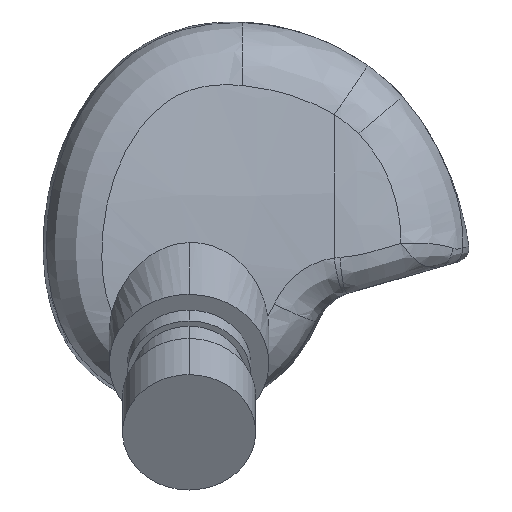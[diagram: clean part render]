
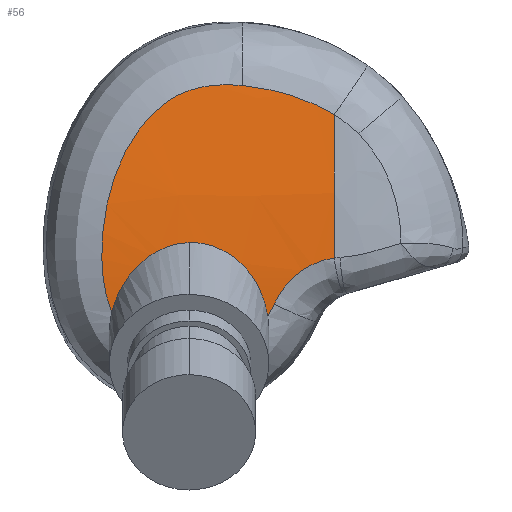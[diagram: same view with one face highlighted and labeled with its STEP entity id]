
A CAD part, top view. The second image highlights one B-rep face of the part: STEP entity #56.
In plain terms, the highlighted free-form (B-spline) face has degree [3, 3] with [4, 9] control points.
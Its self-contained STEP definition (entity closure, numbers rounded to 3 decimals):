
#56=ADVANCED_FACE($,(#112),#717,.T.);
#112=FACE_OUTER_BOUND($,#168,.T.);
#168=EDGE_LOOP($,(#370,#371,#372,#373,#374,#375,#376));
#370=ORIENTED_EDGE($,*,*,#547,.F.);
#371=ORIENTED_EDGE($,*,*,#540,.F.);
#372=ORIENTED_EDGE($,*,*,#537,.F.);
#373=ORIENTED_EDGE($,*,*,#551,.T.);
#374=ORIENTED_EDGE($,*,*,#550,.T.);
#375=ORIENTED_EDGE($,*,*,#542,.F.);
#376=ORIENTED_EDGE($,*,*,#548,.F.);
#537=EDGE_CURVE($,#638,#637,#823,.T.);
#540=EDGE_CURVE($,#637,#639,#825,.T.);
#542=EDGE_CURVE($,#642,#641,#827,.T.);
#547=EDGE_CURVE($,#639,#645,#831,.T.);
#548=EDGE_CURVE($,#645,#642,#832,.T.);
#550=EDGE_CURVE($,#646,#641,#833,.T.);
#551=EDGE_CURVE($,#638,#646,#834,.T.);
#637=VERTEX_POINT($,#4880);
#638=VERTEX_POINT($,#4881);
#639=VERTEX_POINT($,#4882);
#641=VERTEX_POINT($,#4884);
#642=VERTEX_POINT($,#4885);
#645=VERTEX_POINT($,#4888);
#646=VERTEX_POINT($,#4889);
#717=B_SPLINE_SURFACE_WITH_KNOTS($,3,3,((#4354,#4355,#4356,#4357,#4358,#4359,
#4360,#4361,#4362),(#4363,#4364,#4365,#4366,#4367,#4368,#4369,#4370,#4371),
(#4372,#4373,#4374,#4375,#4376,#4377,#4378,#4379,#4380),(#4381,#4382,#4383,
#4384,#4385,#4386,#4387,#4388,#4389)),.UNSPECIFIED.,.F.,.F.,.F.,(4,4),(4,
1,1,1,1,1,4),(0.319,0.849),(3.12,3.758,
5.712,7.83,10.191,12.75,12.979),
.UNSPECIFIED.);
#823=B_SPLINE_CURVE_WITH_KNOTS($,3,(#3377,#3378,#3379,#3380,#3381,#3382,
#3383,#3384),.UNSPECIFIED.,.F.,.F.,(4,2,2,4),(-1.,-0.75,-0.5,
0.),.UNSPECIFIED.);
#825=B_SPLINE_CURVE_WITH_KNOTS($,3,(#3407,#3408,#3409,#3410),.UNSPECIFIED.,
.F.,.F.,(4,4),(-1.,0.),.UNSPECIFIED.);
#827=B_SPLINE_CURVE_WITH_KNOTS($,3,(#3421,#3422,#3423,#3424,#3425,#3426,
#3427,#3428,#3429,#3430,#3431,#3432,#3433,#3434,#3435,#3436),.UNSPECIFIED.,
.F.,.F.,(4,2,2,2,2,2,2,4),(0.,0.125,0.25,0.5,0.625,0.75,0.875,1.),.UNSPECIFIED.);
#831=B_SPLINE_CURVE_WITH_KNOTS($,3,(#3462,#3463,#3464,#3465,#3466,#3467,
#3468,#3469,#3470,#3471,#3472,#3473),.UNSPECIFIED.,.F.,.F.,(4,2,2,2,2,4),
(0.,0.249,0.499,0.748,0.874,
1.),.UNSPECIFIED.);
#832=B_SPLINE_CURVE_WITH_KNOTS($,3,(#3474,#3475,#3476,#3477,#3478,#3479,
#3480,#3481,#3482,#3483),.UNSPECIFIED.,.F.,.F.,(4,2,2,2,4),(0.,0.251,
0.5,0.75,1.),.UNSPECIFIED.);
#833=B_SPLINE_CURVE_WITH_KNOTS($,3,(#3489,#3490,#3491,#3492,#3493,#3494,
#3495,#3496,#3497,#3498),.UNSPECIFIED.,.F.,.F.,(4,2,2,2,4),(-1.,-0.5,
-0.25,-0.125,0.),.UNSPECIFIED.);
#834=B_SPLINE_CURVE_WITH_KNOTS($,3,(#3499,#3500,#3501,#3502),.UNSPECIFIED.,
.F.,.F.,(4,4),(-1.,0.),.UNSPECIFIED.);
#3377=CARTESIAN_POINT($,(120.,154.246,-59.336));
#3378=CARTESIAN_POINT($,(114.933,153.585,-59.102));
#3379=CARTESIAN_POINT($,(109.555,152.021,-58.768));
#3380=CARTESIAN_POINT($,(99.649,147.824,-58.275));
#3381=CARTESIAN_POINT($,(94.935,145.066,-58.058));
#3382=CARTESIAN_POINT($,(81.956,135.083,-57.584));
#3383=CARTESIAN_POINT($,(74.863,126.126,-57.513));
#3384=CARTESIAN_POINT($,(70.307,115.936,-57.856));
#3407=CARTESIAN_POINT($,(70.307,115.936,-57.856));
#3408=CARTESIAN_POINT($,(68.689,112.353,-57.976));
#3409=CARTESIAN_POINT($,(67.046,108.831,-58.115));
#3410=CARTESIAN_POINT($,(65.204,105.477,-58.253));
#3421=CARTESIAN_POINT($,(-63.865,108.964,-51.432));
#3422=CARTESIAN_POINT($,(-67.857,118.454,-50.616));
#3423=CARTESIAN_POINT($,(-70.253,129.236,-49.96));
#3424=CARTESIAN_POINT($,(-72.519,151.752,-49.319));
#3425=CARTESIAN_POINT($,(-72.414,163.505,-49.353));
#3426=CARTESIAN_POINT($,(-69.312,198.157,-50.539));
#3427=CARTESIAN_POINT($,(-63.422,220.812,-52.702));
#3428=CARTESIAN_POINT($,(-48.539,250.513,-56.519));
#3429=CARTESIAN_POINT($,(-42.537,259.682,-57.883));
#3430=CARTESIAN_POINT($,(-28.662,275.508,-60.498));
#3431=CARTESIAN_POINT($,(-20.763,282.19,-61.752));
#3432=CARTESIAN_POINT($,(-4.15,291.753,-63.833));
#3433=CARTESIAN_POINT($,(4.603,294.66,-64.666));
#3434=CARTESIAN_POINT($,(23.738,297.752,-66.062));
#3435=CARTESIAN_POINT($,(33.864,297.883,-66.607));
#3436=CARTESIAN_POINT($,(44.,296.849,-67.004));
#3462=CARTESIAN_POINT($,(65.204,105.477,-58.253));
#3463=CARTESIAN_POINT($,(64.272,112.049,-57.744));
#3464=CARTESIAN_POINT($,(62.532,118.542,-57.274));
#3465=CARTESIAN_POINT($,(57.258,131.208,-56.417));
#3466=CARTESIAN_POINT($,(53.739,137.386,-56.033));
#3467=CARTESIAN_POINT($,(44.249,149.109,-55.306));
#3468=CARTESIAN_POINT($,(38.271,154.74,-54.971));
#3469=CARTESIAN_POINT($,(26.198,161.588,-54.385));
#3470=CARTESIAN_POINT($,(21.527,163.621,-54.169));
#3471=CARTESIAN_POINT($,(11.227,166.382,-53.674));
#3472=CARTESIAN_POINT($,(5.611,167.086,-53.404));
#3473=CARTESIAN_POINT($,(0.,166.919,-53.115));
#3474=CARTESIAN_POINT($,(0.,166.919,-53.115));
#3475=CARTESIAN_POINT($,(-11.247,166.585,-52.537));
#3476=CARTESIAN_POINT($,(-20.393,163.152,-52.016));
#3477=CARTESIAN_POINT($,(-35.011,154.893,-51.238));
#3478=CARTESIAN_POINT($,(-40.738,149.913,-50.974));
#3479=CARTESIAN_POINT($,(-50.27,139.27,-50.687));
#3480=CARTESIAN_POINT($,(-54.064,133.558,-50.663));
#3481=CARTESIAN_POINT($,(-60.119,121.62,-50.866));
#3482=CARTESIAN_POINT($,(-62.368,115.393,-51.086));
#3483=CARTESIAN_POINT($,(-63.865,108.964,-51.432));
#3489=CARTESIAN_POINT($,(120.001,272.702,-67.98));
#3490=CARTESIAN_POINT($,(113.533,276.737,-68.127));
#3491=CARTESIAN_POINT($,(105.949,280.778,-68.226));
#3492=CARTESIAN_POINT($,(90.366,286.842,-68.164));
#3493=CARTESIAN_POINT($,(84.453,288.866,-68.108));
#3494=CARTESIAN_POINT($,(73.112,291.893,-67.896));
#3495=CARTESIAN_POINT($,(68.927,292.9,-67.804));
#3496=CARTESIAN_POINT($,(58.741,294.904,-67.526));
#3497=CARTESIAN_POINT($,(53.24,295.906,-67.366));
#3498=CARTESIAN_POINT($,(44.,296.849,-67.004));
#3499=CARTESIAN_POINT($,(120.,154.246,-59.336));
#3500=CARTESIAN_POINT($,(120.,193.682,-59.23));
#3501=CARTESIAN_POINT($,(120.001,233.067,-63.064));
#3502=CARTESIAN_POINT($,(120.001,272.702,-67.98));
#4354=CARTESIAN_POINT($,(121.922,298.799,-71.444));
#4355=CARTESIAN_POINT($,(121.922,294.567,-70.885));
#4356=CARTESIAN_POINT($,(121.922,277.388,-68.634));
#4357=CARTESIAN_POINT($,(121.922,246.264,-64.799));
#4358=CARTESIAN_POINT($,(121.922,203.872,-60.796));
#4359=CARTESIAN_POINT($,(121.922,157.628,-58.783));
#4360=CARTESIAN_POINT($,(121.922,123.717,-60.026));
#4361=CARTESIAN_POINT($,(121.922,105.315,-61.306));
#4362=CARTESIAN_POINT($,(121.922,103.798,-61.415));
#4363=CARTESIAN_POINT($,(56.586,299.264,-67.926));
#4364=CARTESIAN_POINT($,(56.586,295.029,-67.366));
#4365=CARTESIAN_POINT($,(56.586,277.837,-65.113));
#4366=CARTESIAN_POINT($,(56.586,246.656,-61.272));
#4367=CARTESIAN_POINT($,(56.586,204.13,-57.255));
#4368=CARTESIAN_POINT($,(56.586,157.64,-55.23));
#4369=CARTESIAN_POINT($,(56.586,123.545,-56.481));
#4370=CARTESIAN_POINT($,(56.586,105.065,-57.766));
#4371=CARTESIAN_POINT($,(56.586,103.542,-57.875));
#4372=CARTESIAN_POINT($,(-8.759,299.705,-64.586));
#4373=CARTESIAN_POINT($,(-8.759,295.468,-64.026));
#4374=CARTESIAN_POINT($,(-8.759,278.262,-61.771));
#4375=CARTESIAN_POINT($,(-8.759,247.029,-57.923));
#4376=CARTESIAN_POINT($,(-8.759,204.375,-53.893));
#4377=CARTESIAN_POINT($,(-8.759,157.651,-51.858));
#4378=CARTESIAN_POINT($,(-8.759,123.382,-53.115));
#4379=CARTESIAN_POINT($,(-8.759,104.828,-54.405));
#4380=CARTESIAN_POINT($,(-8.759,103.3,-54.515));
#4381=CARTESIAN_POINT($,(-74.114,300.123,-61.424));
#4382=CARTESIAN_POINT($,(-74.114,295.884,-60.864));
#4383=CARTESIAN_POINT($,(-74.114,278.665,-58.608));
#4384=CARTESIAN_POINT($,(-74.114,247.382,-54.753));
#4385=CARTESIAN_POINT($,(-74.114,204.607,-50.711));
#4386=CARTESIAN_POINT($,(-74.114,157.662,-48.666));
#4387=CARTESIAN_POINT($,(-74.114,123.228,-49.93));
#4388=CARTESIAN_POINT($,(-74.114,104.604,-51.224));
#4389=CARTESIAN_POINT($,(-74.114,103.07,-51.334));
#4880=CARTESIAN_POINT($,(70.307,115.936,-57.856));
#4881=CARTESIAN_POINT($,(120.,154.246,-59.336));
#4882=CARTESIAN_POINT($,(65.204,105.477,-58.253));
#4884=CARTESIAN_POINT($,(44.,296.849,-67.004));
#4885=CARTESIAN_POINT($,(-63.865,108.964,-51.432));
#4888=CARTESIAN_POINT($,(0.,166.919,-53.115));
#4889=CARTESIAN_POINT($,(120.001,272.702,-67.98));
